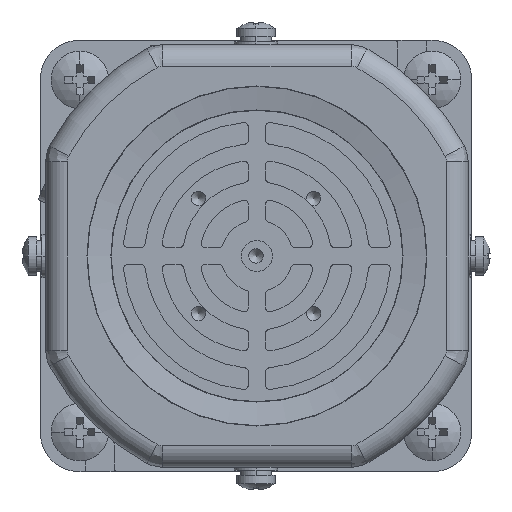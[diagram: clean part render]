
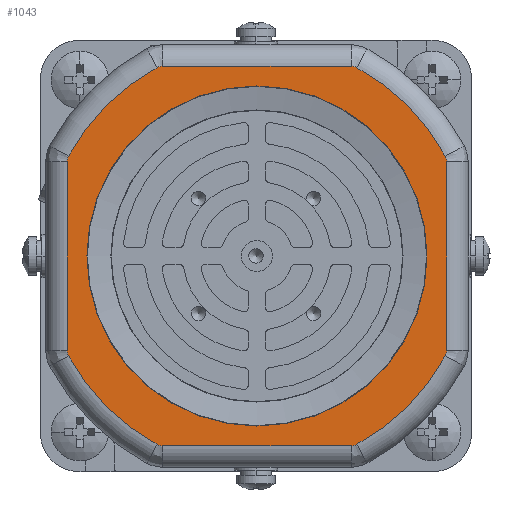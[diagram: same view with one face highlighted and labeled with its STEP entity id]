
A CAD part, left-side view. The second image highlights one B-rep face of the part: STEP entity #1043.
In plain terms, the highlighted planar face has unit normal (-1, 0, 0).
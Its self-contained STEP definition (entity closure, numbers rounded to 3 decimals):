
#436=PLANE('',#14051);
#758=FACE_BOUND('',#2992,.T.);
#1043=ADVANCED_FACE('',(#2183,#758),#436,.F.);
#2183=FACE_OUTER_BOUND('',#2991,.T.);
#2991=EDGE_LOOP('',(#6377,#6378,#6379,#6380,#6381,#6382,#6383,#6384,#6385,
#6386,#6387,#6388,#6389,#6390,#6391,#6392));
#2992=EDGE_LOOP('',(#6393));
#3979=LINE('',#20966,#4855);
#3980=LINE('',#20974,#4856);
#3981=LINE('',#20982,#4857);
#3982=LINE('',#20990,#4858);
#4855=VECTOR('',#16454,1.);
#4856=VECTOR('',#16461,1.);
#4857=VECTOR('',#16468,1.);
#4858=VECTOR('',#16475,1.);
#6377=ORIENTED_EDGE('',*,*,#11232,.T.);
#6378=ORIENTED_EDGE('',*,*,#11233,.T.);
#6379=ORIENTED_EDGE('',*,*,#11234,.T.);
#6380=ORIENTED_EDGE('',*,*,#11235,.T.);
#6381=ORIENTED_EDGE('',*,*,#11236,.T.);
#6382=ORIENTED_EDGE('',*,*,#11237,.T.);
#6383=ORIENTED_EDGE('',*,*,#11238,.T.);
#6384=ORIENTED_EDGE('',*,*,#11239,.T.);
#6385=ORIENTED_EDGE('',*,*,#11240,.T.);
#6386=ORIENTED_EDGE('',*,*,#11241,.T.);
#6387=ORIENTED_EDGE('',*,*,#11242,.T.);
#6388=ORIENTED_EDGE('',*,*,#11243,.T.);
#6389=ORIENTED_EDGE('',*,*,#11244,.T.);
#6390=ORIENTED_EDGE('',*,*,#11245,.T.);
#6391=ORIENTED_EDGE('',*,*,#11246,.T.);
#6392=ORIENTED_EDGE('',*,*,#11247,.T.);
#6393=ORIENTED_EDGE('',*,*,#11231,.F.);
#9817=VERTEX_POINT('',#20959);
#9818=VERTEX_POINT('',#20962);
#9819=VERTEX_POINT('',#20963);
#9820=VERTEX_POINT('',#20965);
#9821=VERTEX_POINT('',#20967);
#9822=VERTEX_POINT('',#20969);
#9823=VERTEX_POINT('',#20971);
#9824=VERTEX_POINT('',#20973);
#9825=VERTEX_POINT('',#20975);
#9826=VERTEX_POINT('',#20977);
#9827=VERTEX_POINT('',#20979);
#9828=VERTEX_POINT('',#20981);
#9829=VERTEX_POINT('',#20983);
#9830=VERTEX_POINT('',#20985);
#9831=VERTEX_POINT('',#20987);
#9832=VERTEX_POINT('',#20989);
#9833=VERTEX_POINT('',#20991);
#11231=EDGE_CURVE('',#9817,#9817,#12936,.T.);
#11232=EDGE_CURVE('',#9818,#9819,#12937,.T.);
#11233=EDGE_CURVE('',#9819,#9820,#12938,.T.);
#11234=EDGE_CURVE('',#9820,#9821,#3979,.T.);
#11235=EDGE_CURVE('',#9821,#9822,#12939,.T.);
#11236=EDGE_CURVE('',#9822,#9823,#12940,.T.);
#11237=EDGE_CURVE('',#9823,#9824,#12941,.T.);
#11238=EDGE_CURVE('',#9824,#9825,#3980,.T.);
#11239=EDGE_CURVE('',#9825,#9826,#12942,.T.);
#11240=EDGE_CURVE('',#9826,#9827,#12943,.T.);
#11241=EDGE_CURVE('',#9827,#9828,#12944,.T.);
#11242=EDGE_CURVE('',#9828,#9829,#3981,.T.);
#11243=EDGE_CURVE('',#9829,#9830,#12945,.T.);
#11244=EDGE_CURVE('',#9830,#9831,#12946,.T.);
#11245=EDGE_CURVE('',#9831,#9832,#12947,.T.);
#11246=EDGE_CURVE('',#9832,#9833,#3982,.T.);
#11247=EDGE_CURVE('',#9833,#9818,#12948,.T.);
#12936=CIRCLE('',#14037,35.421);
#12937=CIRCLE('',#14039,44.5);
#12938=CIRCLE('',#14040,2.5);
#12939=CIRCLE('',#14041,2.5);
#12940=CIRCLE('',#14042,44.5);
#12941=CIRCLE('',#14043,2.5);
#12942=CIRCLE('',#14044,2.5);
#12943=CIRCLE('',#14045,44.5);
#12944=CIRCLE('',#14046,2.5);
#12945=CIRCLE('',#14047,2.5);
#12946=CIRCLE('',#14048,44.5);
#12947=CIRCLE('',#14049,2.5);
#12948=CIRCLE('',#14050,2.5);
#14037=AXIS2_PLACEMENT_3D('',#20958,#16446,#16447);
#14039=AXIS2_PLACEMENT_3D('',#20961,#16450,#16451);
#14040=AXIS2_PLACEMENT_3D('',#20964,#16452,#16453);
#14041=AXIS2_PLACEMENT_3D('',#20968,#16455,#16456);
#14042=AXIS2_PLACEMENT_3D('',#20970,#16457,#16458);
#14043=AXIS2_PLACEMENT_3D('',#20972,#16459,#16460);
#14044=AXIS2_PLACEMENT_3D('',#20976,#16462,#16463);
#14045=AXIS2_PLACEMENT_3D('',#20978,#16464,#16465);
#14046=AXIS2_PLACEMENT_3D('',#20980,#16466,#16467);
#14047=AXIS2_PLACEMENT_3D('',#20984,#16469,#16470);
#14048=AXIS2_PLACEMENT_3D('',#20986,#16471,#16472);
#14049=AXIS2_PLACEMENT_3D('',#20988,#16473,#16474);
#14050=AXIS2_PLACEMENT_3D('',#20992,#16476,#16477);
#14051=AXIS2_PLACEMENT_3D('',#20993,#16478,#16479);
#16446=DIRECTION('',(-1.,0.,0.));
#16447=DIRECTION('',(0.,0.,1.));
#16450=DIRECTION('',(-1.,0.,0.));
#16451=DIRECTION('',(0.,0.,-1.));
#16452=DIRECTION('',(-1.,0.,0.));
#16453=DIRECTION('',(0.,0.,-1.));
#16454=DIRECTION('',(0.,0.,-1.));
#16455=DIRECTION('',(-1.,0.,0.));
#16456=DIRECTION('',(0.,0.,-1.));
#16457=DIRECTION('',(-1.,0.,0.));
#16458=DIRECTION('',(0.,0.,-1.));
#16459=DIRECTION('',(-1.,0.,0.));
#16460=DIRECTION('',(0.,0.,-1.));
#16461=DIRECTION('',(0.,-1.,0.));
#16462=DIRECTION('',(-1.,0.,0.));
#16463=DIRECTION('',(0.,0.,-1.));
#16464=DIRECTION('',(-1.,0.,0.));
#16465=DIRECTION('',(0.,0.,-1.));
#16466=DIRECTION('',(-1.,0.,0.));
#16467=DIRECTION('',(0.,0.,-1.));
#16468=DIRECTION('',(0.,0.,1.));
#16469=DIRECTION('',(-1.,0.,0.));
#16470=DIRECTION('',(0.,0.,-1.));
#16471=DIRECTION('',(-1.,0.,0.));
#16472=DIRECTION('',(0.,0.,-1.));
#16473=DIRECTION('',(-1.,0.,0.));
#16474=DIRECTION('',(0.,0.,-1.));
#16475=DIRECTION('',(0.,1.,0.));
#16476=DIRECTION('',(-1.,0.,0.));
#16477=DIRECTION('',(0.,0.,-1.));
#16478=DIRECTION('',(1.,0.,0.));
#16479=DIRECTION('',(0.,0.,-1.));
#20958=CARTESIAN_POINT('',(2489.192,-775.357,0.));
#20959=CARTESIAN_POINT('',(2489.192,-775.357,35.421));
#20961=CARTESIAN_POINT('',(2489.192,-775.357,0.));
#20962=CARTESIAN_POINT('',(2489.192,-754.498,39.308));
#20963=CARTESIAN_POINT('',(2489.192,-736.049,20.859));
#20964=CARTESIAN_POINT('',(2489.192,-738.257,19.687));
#20965=CARTESIAN_POINT('',(2489.192,-735.757,19.687));
#20966=CARTESIAN_POINT('',(2489.192,-735.757,0.));
#20967=CARTESIAN_POINT('',(2489.192,-735.757,-19.687));
#20968=CARTESIAN_POINT('',(2489.192,-738.257,-19.687));
#20969=CARTESIAN_POINT('',(2489.192,-736.049,-20.859));
#20970=CARTESIAN_POINT('',(2489.192,-775.357,0.));
#20971=CARTESIAN_POINT('',(2489.192,-754.498,-39.308));
#20972=CARTESIAN_POINT('',(2489.192,-755.67,-37.1));
#20973=CARTESIAN_POINT('',(2489.192,-755.67,-39.6));
#20974=CARTESIAN_POINT('',(2489.192,-735.757,-39.6));
#20975=CARTESIAN_POINT('',(2489.192,-795.045,-39.6));
#20976=CARTESIAN_POINT('',(2489.192,-795.045,-37.1));
#20977=CARTESIAN_POINT('',(2489.192,-796.217,-39.308));
#20978=CARTESIAN_POINT('',(2489.192,-775.357,0.));
#20979=CARTESIAN_POINT('',(2489.192,-814.666,-20.859));
#20980=CARTESIAN_POINT('',(2489.192,-812.457,-19.687));
#20981=CARTESIAN_POINT('',(2489.192,-814.957,-19.687));
#20982=CARTESIAN_POINT('',(2489.192,-814.957,0.));
#20983=CARTESIAN_POINT('',(2489.192,-814.957,19.687));
#20984=CARTESIAN_POINT('',(2489.192,-812.457,19.687));
#20985=CARTESIAN_POINT('',(2489.192,-814.666,20.859));
#20986=CARTESIAN_POINT('',(2489.192,-775.357,0.));
#20987=CARTESIAN_POINT('',(2489.192,-796.217,39.308));
#20988=CARTESIAN_POINT('',(2489.192,-795.045,37.1));
#20989=CARTESIAN_POINT('',(2489.192,-795.045,39.6));
#20990=CARTESIAN_POINT('',(2489.192,-735.757,39.6));
#20991=CARTESIAN_POINT('',(2489.192,-755.67,39.6));
#20992=CARTESIAN_POINT('',(2489.192,-755.67,37.1));
#20993=CARTESIAN_POINT('',(2489.192,-735.757,0.));
